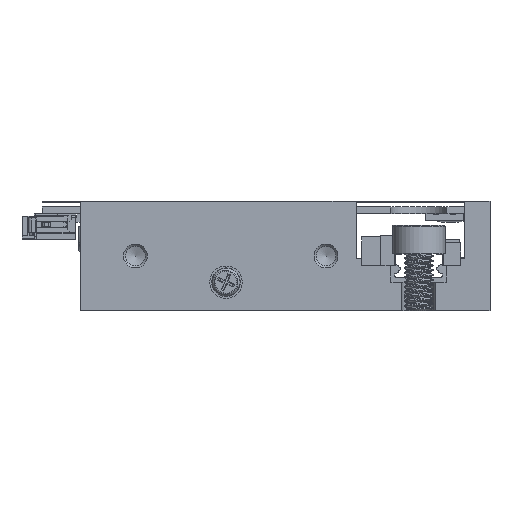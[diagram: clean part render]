
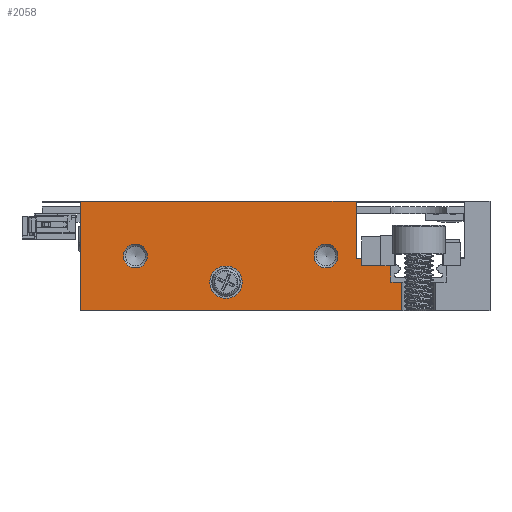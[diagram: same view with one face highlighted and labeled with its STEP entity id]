
A CAD part, left-side view. The second image highlights one B-rep face of the part: STEP entity #2058.
In plain terms, the highlighted planar face has unit normal (-1, 0, 0).
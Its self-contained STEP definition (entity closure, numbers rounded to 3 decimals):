
#1543=FACE_BOUND('',#5721,.T.);
#1544=FACE_BOUND('',#5722,.T.);
#1545=FACE_BOUND('',#5723,.T.);
#1546=FACE_BOUND('',#5724,.T.);
#2058=ADVANCED_FACE('',(#1543,#1544,#1545,#1546),#3455,.F.);
#3455=PLANE('',#27985);
#5721=EDGE_LOOP('',(#8196));
#5722=EDGE_LOOP('',(#8197));
#5723=EDGE_LOOP('',(#8198));
#5724=EDGE_LOOP('',(#8199,#8200,#8201,#8202,#8203,#8204,#8205,#8206));
#7432=CIRCLE('',#27982,1.7);
#7433=CIRCLE('',#27983,1.25);
#7434=CIRCLE('',#27984,1.25);
#8196=ORIENTED_EDGE('',*,*,#18229,.T.);
#8197=ORIENTED_EDGE('',*,*,#18230,.T.);
#8198=ORIENTED_EDGE('',*,*,#18231,.T.);
#8199=ORIENTED_EDGE('',*,*,#18209,.T.);
#8200=ORIENTED_EDGE('',*,*,#18232,.T.);
#8201=ORIENTED_EDGE('',*,*,#18233,.T.);
#8202=ORIENTED_EDGE('',*,*,#18234,.T.);
#8203=ORIENTED_EDGE('',*,*,#18235,.T.);
#8204=ORIENTED_EDGE('',*,*,#18187,.T.);
#8205=ORIENTED_EDGE('',*,*,#18161,.F.);
#8206=ORIENTED_EDGE('',*,*,#18171,.T.);
#15605=VERTEX_POINT('',#37315);
#15606=VERTEX_POINT('',#37317);
#15613=VERTEX_POINT('',#37334);
#15624=VERTEX_POINT('',#37366);
#15643=VERTEX_POINT('',#37410);
#15659=VERTEX_POINT('',#37451);
#15660=VERTEX_POINT('',#37453);
#15661=VERTEX_POINT('',#37455);
#15662=VERTEX_POINT('',#37457);
#15663=VERTEX_POINT('',#37459);
#15664=VERTEX_POINT('',#37461);
#18161=EDGE_CURVE('',#15605,#15606,#21899,.T.);
#18171=EDGE_CURVE('',#15605,#15613,#21907,.T.);
#18187=EDGE_CURVE('',#15624,#15606,#21923,.T.);
#18209=EDGE_CURVE('',#15613,#15643,#21934,.T.);
#18229=EDGE_CURVE('',#15659,#15659,#7432,.T.);
#18230=EDGE_CURVE('',#15660,#15660,#7433,.T.);
#18231=EDGE_CURVE('',#15661,#15661,#7434,.T.);
#18232=EDGE_CURVE('',#15643,#15662,#21953,.T.);
#18233=EDGE_CURVE('',#15662,#15663,#21954,.T.);
#18234=EDGE_CURVE('',#15663,#15664,#21955,.T.);
#18235=EDGE_CURVE('',#15664,#15624,#21956,.T.);
#21899=LINE('',#37316,#24938);
#21907=LINE('',#37335,#24946);
#21923=LINE('',#37365,#24962);
#21934=LINE('',#37411,#24973);
#21953=LINE('',#37456,#24992);
#21954=LINE('',#37458,#24993);
#21955=LINE('',#37460,#24994);
#21956=LINE('',#37462,#24995);
#24938=VECTOR('',#30086,1.);
#24946=VECTOR('',#30100,1.);
#24962=VECTOR('',#30124,1.);
#24973=VECTOR('',#30165,1.);
#24992=VECTOR('',#30200,1.);
#24993=VECTOR('',#30201,1.);
#24994=VECTOR('',#30202,1.);
#24995=VECTOR('',#30203,1.);
#27982=AXIS2_PLACEMENT_3D('',#37450,#30194,#30195);
#27983=AXIS2_PLACEMENT_3D('',#37452,#30196,#30197);
#27984=AXIS2_PLACEMENT_3D('',#37454,#30198,#30199);
#27985=AXIS2_PLACEMENT_3D('',#37463,#30204,#30205);
#30086=DIRECTION('',(0.,-1.,0.));
#30100=DIRECTION('',(0.,0.,-1.));
#30124=DIRECTION('',(0.,0.,1.));
#30165=DIRECTION('',(0.,-1.,0.));
#30194=DIRECTION('',(1.,0.,0.));
#30195=DIRECTION('',(0.,1.,0.));
#30196=DIRECTION('',(1.,0.,0.));
#30197=DIRECTION('',(0.,1.,0.));
#30198=DIRECTION('',(1.,0.,0.));
#30199=DIRECTION('',(0.,1.,0.));
#30200=DIRECTION('',(0.,0.,1.));
#30201=DIRECTION('',(0.,1.,0.));
#30202=DIRECTION('',(0.,0.,1.));
#30203=DIRECTION('',(0.,1.,0.));
#30204=DIRECTION('',(1.,0.,0.));
#30205=DIRECTION('',(0.,1.,0.));
#37315=CARTESIAN_POINT('',(-15.,43.,11.5));
#37316=CARTESIAN_POINT('',(-15.,43.,11.5));
#37317=CARTESIAN_POINT('',(-15.,14.05,11.5));
#37334=CARTESIAN_POINT('',(-15.,43.,0.));
#37335=CARTESIAN_POINT('',(-15.,43.,11.5));
#37365=CARTESIAN_POINT('',(-15.,14.05,5.5));
#37366=CARTESIAN_POINT('',(-15.,14.05,5.5));
#37410=CARTESIAN_POINT('',(-15.,9.25,0.));
#37411=CARTESIAN_POINT('',(-15.,43.,0.));
#37450=CARTESIAN_POINT('',(-15.,27.7,3.));
#37451=CARTESIAN_POINT('',(-15.,29.4,3.));
#37452=CARTESIAN_POINT('',(-15.,37.2,5.75));
#37453=CARTESIAN_POINT('',(-15.,38.45,5.75));
#37454=CARTESIAN_POINT('',(-15.,17.2,5.75));
#37455=CARTESIAN_POINT('',(-15.,18.45,5.75));
#37456=CARTESIAN_POINT('',(-15.,9.25,-0.3));
#37457=CARTESIAN_POINT('',(-15.,9.25,3.));
#37458=CARTESIAN_POINT('',(-15.,4.6,3.));
#37459=CARTESIAN_POINT('',(-15.,10.4,3.));
#37460=CARTESIAN_POINT('',(-15.,10.4,3.));
#37461=CARTESIAN_POINT('',(-15.,10.4,5.5));
#37462=CARTESIAN_POINT('',(-15.,10.4,5.5));
#37463=CARTESIAN_POINT('',(-15.,43.,11.5));
